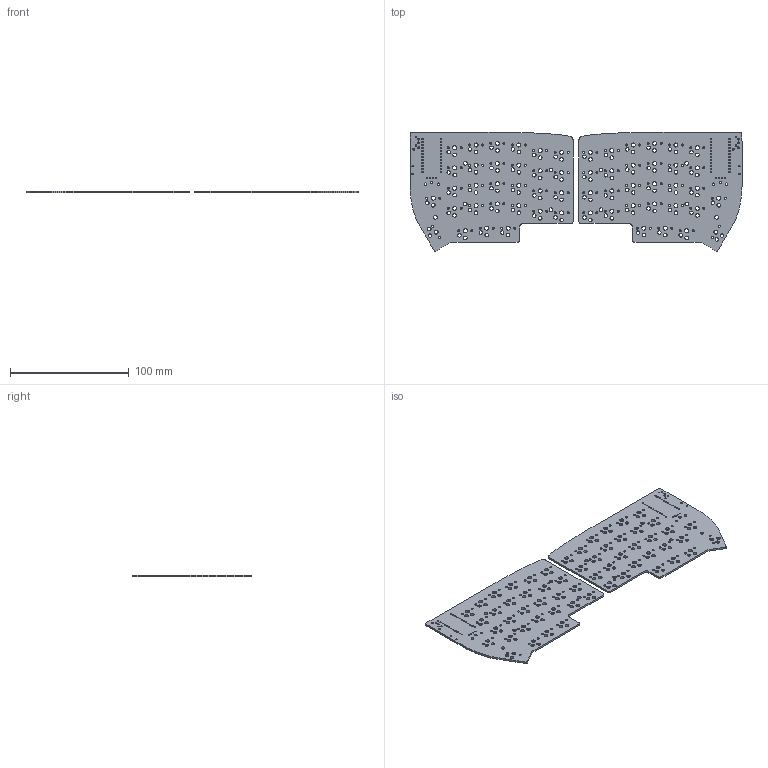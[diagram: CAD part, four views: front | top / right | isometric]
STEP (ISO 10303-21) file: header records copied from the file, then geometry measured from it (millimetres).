
FILE_DESCRIPTION(('KiCad electronic assembly'),'2;1');
FILE_NAME('Lily58.step','2024-04-10T14:40:11',('Pcbnew'),('Kicad'), 'Open CASCADE STEP processor 7.6','KiCad to STEP converter','Unknown' );
FILE_SCHEMA(('AUTOMOTIVE_DESIGN { 1 0 10303 214 1 1 1 1 }'));
Length unit declared in the file: millimetre
Products named in the file (5): Lily58 1; _autosave-Lily58_PCB_1; _autosave-Lily58_PCB_2; _autosave-Lily58_PCB_3; _autosave-Lily58_PCB_4
Assembly tree (4 placements, depth 2):
  Lily58 1
    _autosave-Lily58_PCB_1
    _autosave-Lily58_PCB_2
    _autosave-Lily58_PCB_3
    _autosave-Lily58_PCB_4
Bounding box: 279.34 x 100.13 x 1.6 mm (x, y, z)
Surface area: 98145.9 mm2
Topology: 4 solids, 4 shells, 1040 faces, 3096 edges, 2064 vertices
Faces by surface type: cylinder 788, plane 252
Full cylindrical faces by diameter (mm): 1 x112, 1.2 x8, 1.3 x8, 1.7 x232, 2.1 x12, 3 x232, 3.1 x20, 3.4 x116
Entity records: 38849 total; most frequent: DIRECTION 6762, CARTESIAN_POINT 6205, ORIENTED_EDGE 6192, EDGE_CURVE 3096, AXIS2_PLACEMENT_3D 2621, FACE_BOUND 2552, EDGE_LOOP 2552, VERTEX_POINT 2064
